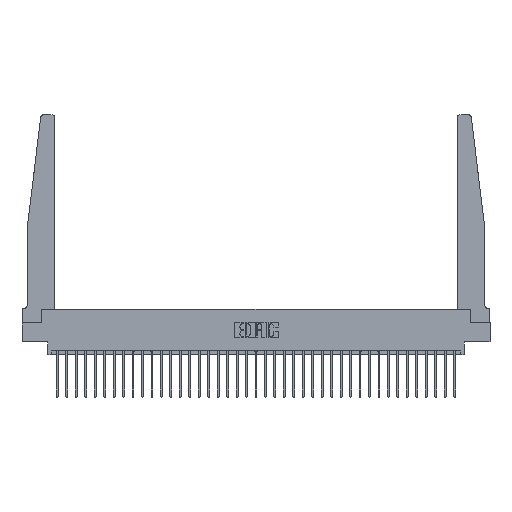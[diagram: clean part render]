
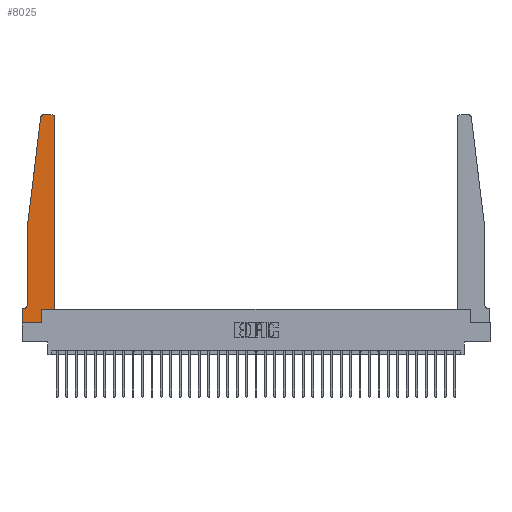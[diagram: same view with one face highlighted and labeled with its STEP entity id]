
A CAD part, top view. The second image highlights one B-rep face of the part: STEP entity #8025.
In plain terms, the highlighted planar face has unit normal (0, 0, 1).
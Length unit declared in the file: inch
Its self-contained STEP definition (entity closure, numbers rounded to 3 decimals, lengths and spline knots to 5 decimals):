
#201 = DIRECTION ( 'NONE',  ( 1., 0., 0. ) ) ;
#540 = EDGE_CURVE ( 'NONE', #19159, #14246, #607, .T. ) ;
#607 = LINE ( 'NONE', #9636, #20951 ) ;
#914 = CIRCLE ( 'NONE', #7104, 0.03 ) ;
#988 = CARTESIAN_POINT ( 'NONE',  ( 0.015, 0.2375, 0.37 ) ) ;
#1512 = VERTEX_POINT ( 'NONE', #28768 ) ;
#1810 = VERTEX_POINT ( 'NONE', #19616 ) ;
#2026 = CARTESIAN_POINT ( 'NONE',  ( 0.25, 2.75, 0.37 ) ) ;
#2126 = EDGE_CURVE ( 'NONE', #2573, #11649, #23637, .T. ) ;
#2350 = FACE_OUTER_BOUND ( 'NONE', #8107, .T. ) ;
#2573 = VERTEX_POINT ( 'NONE', #10049 ) ;
#2627 = DIRECTION ( 'NONE',  ( 0., 0., 1. ) ) ;
#3051 = DIRECTION ( 'NONE',  ( 0., -1., 0. ) ) ;
#3084 = VECTOR ( 'NONE', #4026, 39.37008 ) ;
#3372 = EDGE_CURVE ( 'NONE', #11649, #11491, #13037, .T. ) ;
#3545 = DIRECTION ( 'NONE',  ( -1., 0., 0. ) ) ;
#3549 = DIRECTION ( 'NONE',  ( -0.122, -0.992, 0. ) ) ;
#3584 = LINE ( 'NONE', #4642, #23926 ) ;
#4026 = DIRECTION ( 'NONE',  ( 0., 1., 0. ) ) ;
#4413 = ORIENTED_EDGE ( 'NONE', *, *, #22773, .T. ) ;
#4642 = CARTESIAN_POINT ( 'NONE',  ( 0., 0., 0.37 ) ) ;
#4673 = LINE ( 'NONE', #30101, #24991 ) ;
#5979 = ORIENTED_EDGE ( 'NONE', *, *, #540, .T. ) ;
#6556 = LINE ( 'NONE', #25561, #19372 ) ;
#7104 = AXIS2_PLACEMENT_3D ( 'NONE', #25464, #31222, #16074 ) ;
#7314 = EDGE_CURVE ( 'NONE', #1512, #19159, #16379, .T. ) ;
#7572 = ORIENTED_EDGE ( 'NONE', *, *, #20980, .T. ) ;
#7592 = VECTOR ( 'NONE', #14442, 39.37008 ) ;
#7780 = AXIS2_PLACEMENT_3D ( 'NONE', #988, #18849, #3545 ) ;
#8025 = ADVANCED_FACE ( 'NONE', ( #2350 ), #25451, .T. ) ;
#8107 = EDGE_LOOP ( 'NONE', ( #26691, #8776, #30625, #4413, #17995, #32216, #5979, #27110, #7572, #27887, #29477, #24355 ) ) ;
#8391 = LINE ( 'NONE', #24561, #7592 ) ;
#8776 = ORIENTED_EDGE ( 'NONE', *, *, #2126, .T. ) ;
#9636 = CARTESIAN_POINT ( 'NONE',  ( 0., 0., 0.37 ) ) ;
#9732 = EDGE_CURVE ( 'NONE', #31646, #26774, #16672, .T. ) ;
#10049 = CARTESIAN_POINT ( 'NONE',  ( 0.27653, 2.75, 0.37 ) ) ;
#10737 = DIRECTION ( 'NONE',  ( 0., 0., 1. ) ) ;
#11173 = VECTOR ( 'NONE', #32428, 39.37008 ) ;
#11465 = AXIS2_PLACEMENT_3D ( 'NONE', #20374, #2627, #20493 ) ;
#11491 = VERTEX_POINT ( 'NONE', #20775 ) ;
#11649 = VERTEX_POINT ( 'NONE', #28805 ) ;
#13037 = LINE ( 'NONE', #16272, #26555 ) ;
#13114 = CARTESIAN_POINT ( 'NONE',  ( 0.2605, 0., 0.37 ) ) ;
#14246 = VERTEX_POINT ( 'NONE', #18955 ) ;
#14442 = DIRECTION ( 'NONE',  ( 0., 1., 0. ) ) ;
#14937 = DIRECTION ( 'NONE',  ( 0., -1., 0. ) ) ;
#15447 = VERTEX_POINT ( 'NONE', #26282 ) ;
#15552 = EDGE_CURVE ( 'NONE', #26774, #1810, #914, .T. ) ;
#16074 = DIRECTION ( 'NONE',  ( 1., 0., 0. ) ) ;
#16272 = CARTESIAN_POINT ( 'NONE',  ( 0.065, 1.25, 0.37 ) ) ;
#16379 = LINE ( 'NONE', #27375, #11173 ) ;
#16672 = LINE ( 'NONE', #19334, #3084 ) ;
#17822 = VECTOR ( 'NONE', #19886, 39.37008 ) ;
#17995 = ORIENTED_EDGE ( 'NONE', *, *, #18160, .T. ) ;
#18160 = EDGE_CURVE ( 'NONE', #25021, #1512, #27326, .T. ) ;
#18849 = DIRECTION ( 'NONE',  ( 0., 0., -1. ) ) ;
#18955 = CARTESIAN_POINT ( 'NONE',  ( 0., 0., 0.37 ) ) ;
#19159 = VERTEX_POINT ( 'NONE', #32581 ) ;
#19334 = CARTESIAN_POINT ( 'NONE',  ( 0.425, 0.18, 0.37 ) ) ;
#19372 = VECTOR ( 'NONE', #201, 39.37008 ) ;
#19616 = CARTESIAN_POINT ( 'NONE',  ( 0.395, 2.75, 0.37 ) ) ;
#19886 = DIRECTION ( 'NONE',  ( -1., 0., 0. ) ) ;
#20374 = CARTESIAN_POINT ( 'NONE',  ( 0., 0.1875, 0.37 ) ) ;
#20493 = DIRECTION ( 'NONE',  ( 1., 0., 0. ) ) ;
#20624 = VERTEX_POINT ( 'NONE', #13114 ) ;
#20775 = CARTESIAN_POINT ( 'NONE',  ( 0.065, 1.25, 0.37 ) ) ;
#20951 = VECTOR ( 'NONE', #3051, 39.37008 ) ;
#20980 = EDGE_CURVE ( 'NONE', #20624, #15447, #8391, .T. ) ;
#22773 = EDGE_CURVE ( 'NONE', #11491, #25021, #4673, .T. ) ;
#23518 = CARTESIAN_POINT ( 'NONE',  ( 0.425, 2.72, 0.37 ) ) ;
#23637 = CIRCLE ( 'NONE', #29021, 0.03 ) ;
#23926 = VECTOR ( 'NONE', #25013, 39.37008 ) ;
#24355 = ORIENTED_EDGE ( 'NONE', *, *, #15552, .T. ) ;
#24561 = CARTESIAN_POINT ( 'NONE',  ( 0.2605, 0.18, 0.37 ) ) ;
#24991 = VECTOR ( 'NONE', #14937, 39.37008 ) ;
#25013 = DIRECTION ( 'NONE',  ( 1., 0., 0. ) ) ;
#25021 = VERTEX_POINT ( 'NONE', #29568 ) ;
#25347 = CARTESIAN_POINT ( 'NONE',  ( 0.425, 0.18, 0.37 ) ) ;
#25451 = PLANE ( 'NONE',  #11465 ) ;
#25464 = CARTESIAN_POINT ( 'NONE',  ( 0.395, 2.72, 0.37 ) ) ;
#25561 = CARTESIAN_POINT ( 'NONE',  ( 0.425, 0.18, 0.37 ) ) ;
#25981 = CARTESIAN_POINT ( 'NONE',  ( 0.27653, 2.72, 0.37 ) ) ;
#26282 = CARTESIAN_POINT ( 'NONE',  ( 0.2605, 0.18, 0.37 ) ) ;
#26555 = VECTOR ( 'NONE', #3549, 39.37008 ) ;
#26691 = ORIENTED_EDGE ( 'NONE', *, *, #30844, .T. ) ;
#26774 = VERTEX_POINT ( 'NONE', #23518 ) ;
#27110 = ORIENTED_EDGE ( 'NONE', *, *, #27790, .T. ) ;
#27326 = CIRCLE ( 'NONE', #7780, 0.05 ) ;
#27375 = CARTESIAN_POINT ( 'NONE',  ( 0.065, 0.1875, 0.37 ) ) ;
#27790 = EDGE_CURVE ( 'NONE', #14246, #20624, #3584, .T. ) ;
#27887 = ORIENTED_EDGE ( 'NONE', *, *, #31685, .T. ) ;
#28510 = DIRECTION ( 'NONE',  ( 1., 0., 0. ) ) ;
#28768 = CARTESIAN_POINT ( 'NONE',  ( 0.015, 0.1875, 0.37 ) ) ;
#28805 = CARTESIAN_POINT ( 'NONE',  ( 0.24675, 2.72367, 0.37 ) ) ;
#29021 = AXIS2_PLACEMENT_3D ( 'NONE', #25981, #10737, #28510 ) ;
#29477 = ORIENTED_EDGE ( 'NONE', *, *, #9732, .T. ) ;
#29568 = CARTESIAN_POINT ( 'NONE',  ( 0.065, 0.2375, 0.37 ) ) ;
#30101 = CARTESIAN_POINT ( 'NONE',  ( 0.065, 1.25, 0.37 ) ) ;
#30625 = ORIENTED_EDGE ( 'NONE', *, *, #3372, .T. ) ;
#30844 = EDGE_CURVE ( 'NONE', #1810, #2573, #31247, .T. ) ;
#31222 = DIRECTION ( 'NONE',  ( 0., 0., 1. ) ) ;
#31247 = LINE ( 'NONE', #2026, #17822 ) ;
#31646 = VERTEX_POINT ( 'NONE', #25347 ) ;
#31685 = EDGE_CURVE ( 'NONE', #15447, #31646, #6556, .T. ) ;
#32216 = ORIENTED_EDGE ( 'NONE', *, *, #7314, .T. ) ;
#32428 = DIRECTION ( 'NONE',  ( -1., 0., 0. ) ) ;
#32581 = CARTESIAN_POINT ( 'NONE',  ( 0., 0.1875, 0.37 ) ) ;
